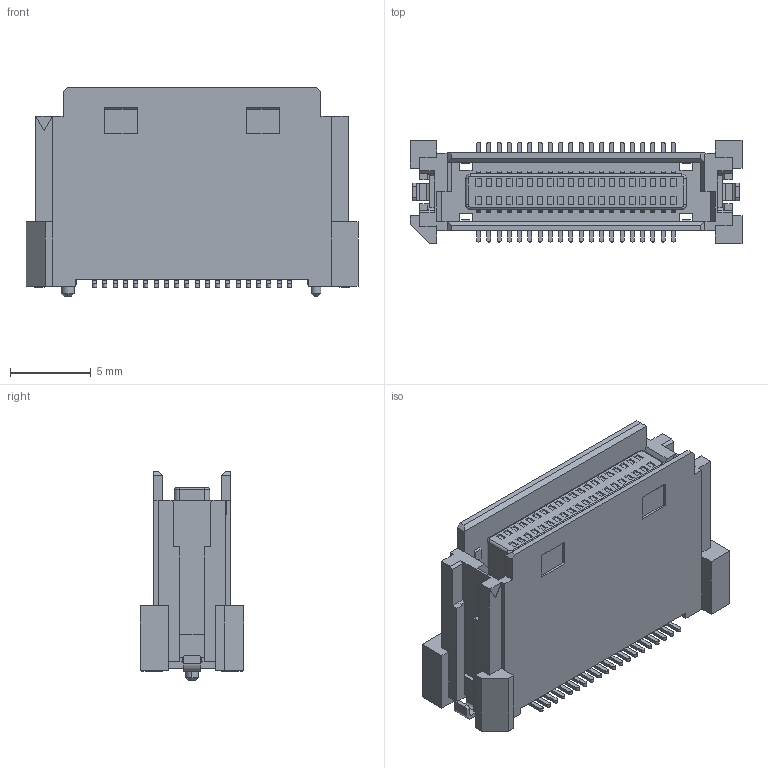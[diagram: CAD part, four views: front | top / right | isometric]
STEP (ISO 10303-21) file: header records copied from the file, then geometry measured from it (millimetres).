
FILE_DESCRIPTION( ('This file contains a STEP AP42 implementation' ,'as created by ZW3D STEP Interface translator.') ,'2;1' );
FILE_NAME( '3660-SXXX-124XXR01.stp' ,'23 330.142148', (''), ('ZWCAD Software Co.'), 'Version 1.0', 'ZW3D to STEP translator', '' );
FILE_SCHEMA(('AUTOMOTIVE_DESIGN { 1 0 10303 214 1 1 1 1 }'));
Length unit declared in the file: millimetre
Products named in the file (2): 0; 3660-SXXX-124XXR01
Bounding box: 20.57 x 6.4 x 13 mm (x, y, z)
Volume: 821.4 mm3; surface area: 1553.2 mm2
Topology: 1 solids, 1 shells, 3084 faces, 7591 edges, 4512 vertices
Faces by surface type: plane 2611, cylinder 464, cone 5, bspline 4
Entity records: 90341 total; most frequent: CARTESIAN_POINT 15088, ORIENTED_EDGE 14864, DIRECTION 14534, EDGE_CURVE 7432, VECTOR 6492, LINE 6492, VERTEX_POINT 4512, AXIS2_PLACEMENT_3D 4021
